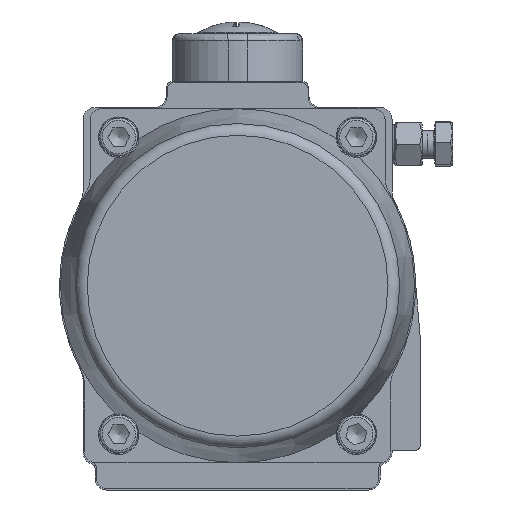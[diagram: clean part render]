
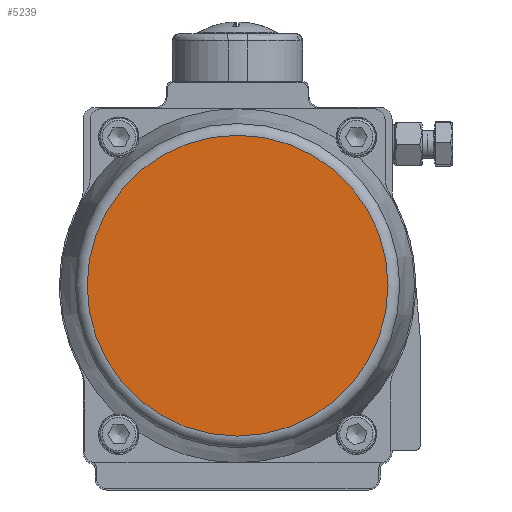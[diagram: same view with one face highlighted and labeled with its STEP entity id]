
A CAD part, front view. The second image highlights one B-rep face of the part: STEP entity #5239.
In plain terms, the highlighted planar face has unit normal (0, -1, 0).
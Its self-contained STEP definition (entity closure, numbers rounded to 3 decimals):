
#871=FACE_OUTER_BOUND('',#8291,.T.);
#1810=PLANE('',#21986);
#5239=ADVANCED_FACE('',(#871),#1810,.T.);
#8291=EDGE_LOOP('',(#10313));
#10313=ORIENTED_EDGE('',*,*,#17878,.T.);
#15781=VERTEX_POINT('',#31814);
#17878=EDGE_CURVE('',#15781,#15781,#20640,.T.);
#20640=CIRCLE('',#21985,63.318);
#21985=AXIS2_PLACEMENT_3D('',#31813,#24946,#24947);
#21986=AXIS2_PLACEMENT_3D('',#31815,#24948,#24949);
#24946=DIRECTION('',(0.,-1.,0.));
#24947=DIRECTION('',(0.,0.,-1.));
#24948=DIRECTION('',(0.,-1.,0.));
#24949=DIRECTION('',(0.,0.,-1.));
#31813=CARTESIAN_POINT('',(0.,-54.,0.));
#31814=CARTESIAN_POINT('',(0.,-54.,-63.318));
#31815=CARTESIAN_POINT('',(0.,-54.,0.));
